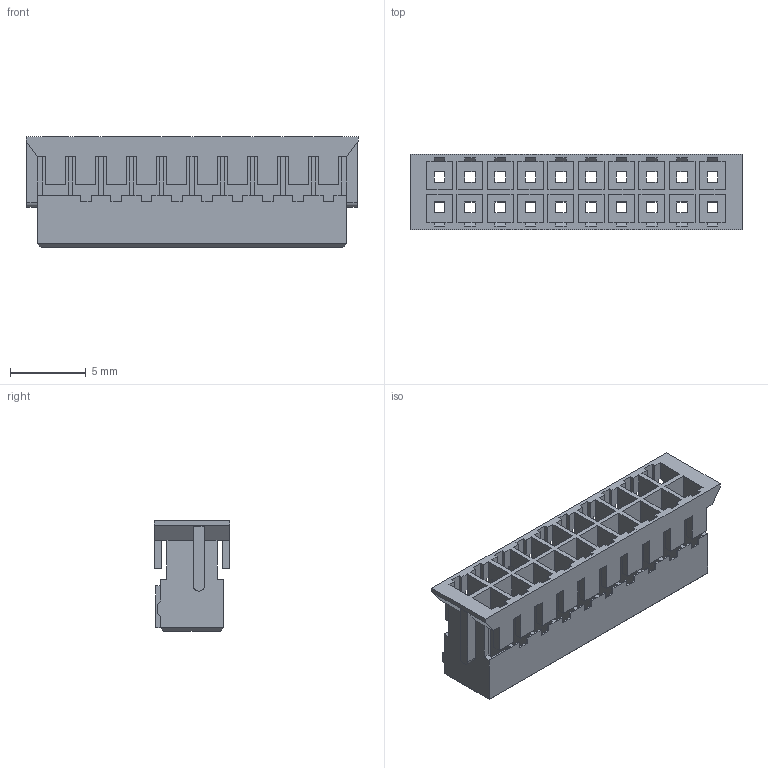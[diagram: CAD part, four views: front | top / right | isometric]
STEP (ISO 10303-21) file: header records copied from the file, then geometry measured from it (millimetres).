
FILE_DESCRIPTION((''),'2;1');
FILE_NAME('FHG20003-D20M2W1B','2025-10-17T',('工程三'),(''),'PRO/ENGINEER BY PARAMETRIC TECHNOLOGY CORPORATION, 2010280','PRO/ENGINEER BY PARAMETRIC TECHNOLOGY CORPORATION, 2010280','');
FILE_SCHEMA(('CONFIG_CONTROL_DESIGN'));
Length unit declared in the file: millimetre
Products named in the file (1): FHG20003-D20M2W1B
Bounding box: 21.9 x 5 x 7.3 mm (x, y, z)
Volume: 237.2 mm3; surface area: 1486.3 mm2
Topology: 1 solids, 1 shells, 504 faces, 1554 edges, 1032 vertices
Faces by surface type: plane 500, cylinder 4
Entity records: 17148 total; most frequent: ORIENTED_EDGE 3108, CARTESIAN_POINT 3090, DIRECTION 2570, EDGE_CURVE 1554, VECTOR 1546, LINE 1546, VERTEX_POINT 1032, EDGE_LOOP 564
